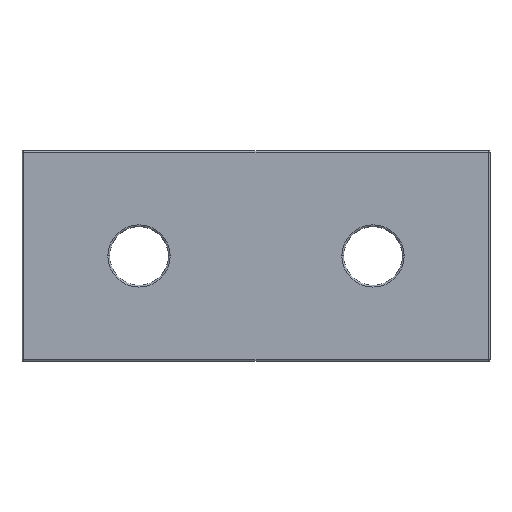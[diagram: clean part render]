
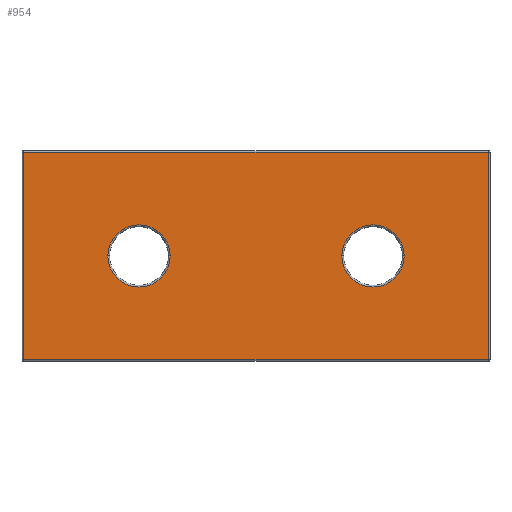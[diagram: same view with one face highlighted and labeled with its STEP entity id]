
A CAD part, top view. The second image highlights one B-rep face of the part: STEP entity #954.
In plain terms, the highlighted planar face has unit normal (0, 0, 1).
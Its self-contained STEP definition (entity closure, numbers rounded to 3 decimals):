
#37 = CARTESIAN_POINT ( 'NONE',  ( 19.85, -8.85, 4. ) ) ;
#54 = FACE_BOUND ( 'NONE', #206, .T. ) ;
#58 = LINE ( 'NONE', #900, #503 ) ;
#79 = CARTESIAN_POINT ( 'NONE',  ( 19.85, 8.85, 4. ) ) ;
#108 = EDGE_CURVE ( 'NONE', #995, #959, #58, .T. ) ;
#119 = LINE ( 'NONE', #677, #606 ) ;
#138 = ORIENTED_EDGE ( 'NONE', *, *, #346, .T. ) ;
#139 = CARTESIAN_POINT ( 'NONE',  ( 0., 0., 4. ) ) ;
#173 = AXIS2_PLACEMENT_3D ( 'NONE', #964, #425, #1061 ) ;
#178 = ORIENTED_EDGE ( 'NONE', *, *, #1042, .T. ) ;
#195 = CARTESIAN_POINT ( 'NONE',  ( 10., 0., 4. ) ) ;
#204 = EDGE_CURVE ( 'NONE', #422, #580, #895, .T. ) ;
#206 = EDGE_LOOP ( 'NONE', ( #178, #494 ) ) ;
#207 = DIRECTION ( 'NONE',  ( 0., 1., 0. ) ) ;
#208 = ORIENTED_EDGE ( 'NONE', *, *, #108, .T. ) ;
#214 = PLANE ( 'NONE',  #530 ) ;
#215 = DIRECTION ( 'NONE',  ( -1., 0., 0. ) ) ;
#224 = DIRECTION ( 'NONE',  ( 1., 0., 0. ) ) ;
#226 = DIRECTION ( 'NONE',  ( 1., 0., 0. ) ) ;
#277 = EDGE_LOOP ( 'NONE', ( #208, #138, #709, #469 ) ) ;
#296 = DIRECTION ( 'NONE',  ( 1., 0., 0. ) ) ;
#302 = LINE ( 'NONE', #474, #965 ) ;
#323 = CARTESIAN_POINT ( 'NONE',  ( -19.85, -8.85, 4. ) ) ;
#325 = CARTESIAN_POINT ( 'NONE',  ( -19.85, 8.85, 4. ) ) ;
#346 = EDGE_CURVE ( 'NONE', #959, #931, #1118, .T. ) ;
#422 = VERTEX_POINT ( 'NONE', #513 ) ;
#425 = DIRECTION ( 'NONE',  ( 0., 0., -1. ) ) ;
#430 = EDGE_CURVE ( 'NONE', #580, #422, #583, .T. ) ;
#436 = CARTESIAN_POINT ( 'NONE',  ( -12.66, 0., 4. ) ) ;
#459 = DIRECTION ( 'NONE',  ( 0., 0., -1. ) ) ;
#469 = ORIENTED_EDGE ( 'NONE', *, *, #1145, .T. ) ;
#474 = CARTESIAN_POINT ( 'NONE',  ( 19.85, 9., 4. ) ) ;
#481 = CARTESIAN_POINT ( 'NONE',  ( 10., 0., 4. ) ) ;
#491 = VERTEX_POINT ( 'NONE', #1152 ) ;
#494 = ORIENTED_EDGE ( 'NONE', *, *, #908, .T. ) ;
#503 = VECTOR ( 'NONE', #631, 1000. ) ;
#513 = CARTESIAN_POINT ( 'NONE',  ( -7.34, 0., 4. ) ) ;
#528 = FACE_BOUND ( 'NONE', #657, .T. ) ;
#530 = AXIS2_PLACEMENT_3D ( 'NONE', #139, #772, #224 ) ;
#535 = VERTEX_POINT ( 'NONE', #79 ) ;
#577 = DIRECTION ( 'NONE',  ( 1., 0., 0. ) ) ;
#580 = VERTEX_POINT ( 'NONE', #436 ) ;
#583 = CIRCLE ( 'NONE', #173, 2.66 ) ;
#606 = VECTOR ( 'NONE', #215, 1000. ) ;
#618 = AXIS2_PLACEMENT_3D ( 'NONE', #481, #1114, #577 ) ;
#631 = DIRECTION ( 'NONE',  ( 0., -1., 0. ) ) ;
#657 = EDGE_LOOP ( 'NONE', ( #939, #698 ) ) ;
#677 = CARTESIAN_POINT ( 'NONE',  ( -20., 8.85, 4. ) ) ;
#698 = ORIENTED_EDGE ( 'NONE', *, *, #430, .T. ) ;
#709 = ORIENTED_EDGE ( 'NONE', *, *, #896, .T. ) ;
#771 = FACE_OUTER_BOUND ( 'NONE', #277, .T. ) ;
#772 = DIRECTION ( 'NONE',  ( 0., 0., 1. ) ) ;
#820 = VERTEX_POINT ( 'NONE', #1099 ) ;
#831 = DIRECTION ( 'NONE',  ( 0., 0., -1. ) ) ;
#851 = CIRCLE ( 'NONE', #1073, 2.66 ) ;
#880 = VECTOR ( 'NONE', #226, 1000. ) ;
#895 = CIRCLE ( 'NONE', #1136, 2.66 ) ;
#896 = EDGE_CURVE ( 'NONE', #931, #535, #302, .T. ) ;
#900 = CARTESIAN_POINT ( 'NONE',  ( -19.85, -9., 4. ) ) ;
#908 = EDGE_CURVE ( 'NONE', #820, #491, #992, .T. ) ;
#931 = VERTEX_POINT ( 'NONE', #37 ) ;
#939 = ORIENTED_EDGE ( 'NONE', *, *, #204, .T. ) ;
#946 = CARTESIAN_POINT ( 'NONE',  ( 20., -8.85, 4. ) ) ;
#954 = ADVANCED_FACE ( 'NONE', ( #54, #771, #528 ), #214, .T. ) ;
#959 = VERTEX_POINT ( 'NONE', #323 ) ;
#964 = CARTESIAN_POINT ( 'NONE',  ( -10., 0., 4. ) ) ;
#965 = VECTOR ( 'NONE', #207, 1000. ) ;
#992 = CIRCLE ( 'NONE', #618, 2.66 ) ;
#995 = VERTEX_POINT ( 'NONE', #325 ) ;
#1013 = CARTESIAN_POINT ( 'NONE',  ( -10., 0., 4. ) ) ;
#1042 = EDGE_CURVE ( 'NONE', #491, #820, #851, .T. ) ;
#1061 = DIRECTION ( 'NONE',  ( 1., 0., 0. ) ) ;
#1073 = AXIS2_PLACEMENT_3D ( 'NONE', #195, #831, #296 ) ;
#1098 = DIRECTION ( 'NONE',  ( 1., 0., 0. ) ) ;
#1099 = CARTESIAN_POINT ( 'NONE',  ( 7.34, 0., 4. ) ) ;
#1114 = DIRECTION ( 'NONE',  ( 0., 0., -1. ) ) ;
#1118 = LINE ( 'NONE', #946, #880 ) ;
#1136 = AXIS2_PLACEMENT_3D ( 'NONE', #1013, #459, #1098 ) ;
#1145 = EDGE_CURVE ( 'NONE', #535, #995, #119, .T. ) ;
#1152 = CARTESIAN_POINT ( 'NONE',  ( 12.66, 0., 4. ) ) ;
